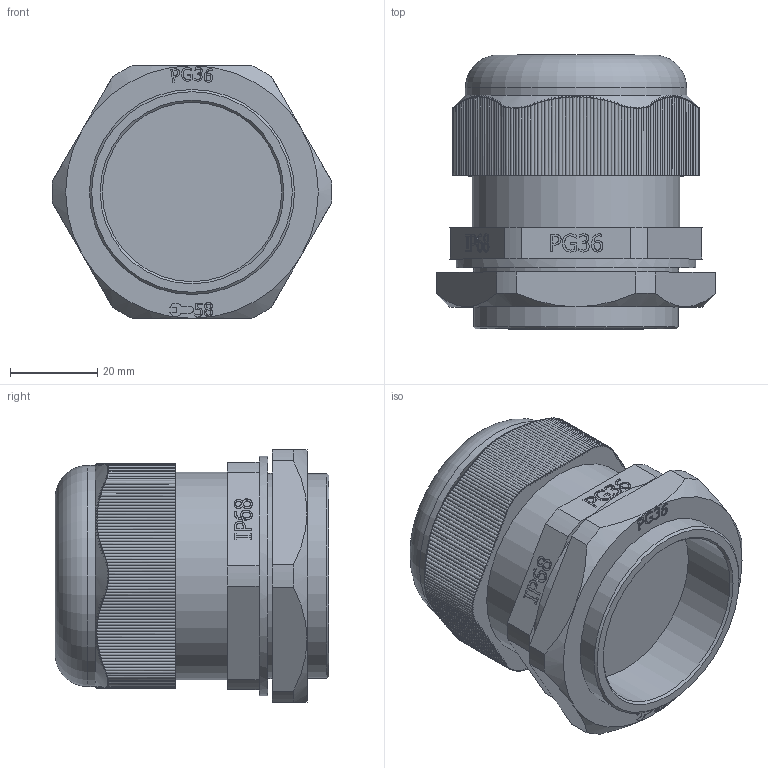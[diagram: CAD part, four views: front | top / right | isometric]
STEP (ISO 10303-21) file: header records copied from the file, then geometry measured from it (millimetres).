
FILE_DESCRIPTION(/* description */ ('','CAx-IF Rec.Pracs.---Representation and Presentation of Product Manufacturing Information (PMI)---4.0---2014-10-13'),/* implementation_level */ '2;1');
FILE_NAME(/* name */ 'ЗЭТАРУС PG36 (22-32 мм) - пластик.stp',/* time_stamp */ '2023-01-12T10:51:32+07:00',/* author */ ('zeta-09'),/* organization */ (''),/* preprocessor_version */ 'ST-DEVELOPER v18.1',/* originating_system */ 'Autodesk Inventor 2021',/* authorisation */ '');
FILE_SCHEMA (('AP242_MANAGED_MODEL_BASED_3D_ENGINEERING_MIM_LF { 1 0 10303 442 1 1 4 }'));
Length unit declared in the file: millimetre
Products named in the file (1): Деталь1
Bounding box: 64.08 x 62.76 x 57.9 mm (x, y, z)
Volume: 115271.1 mm3; surface area: 23527.7 mm2
Topology: 1 solids, 3 shells, 602 faces, 1903 edges, 1337 vertices
Faces by surface type: cylinder 245, bspline 198, plane 148, cone 9, torus 2
Full cylindrical faces by diameter (mm): 41.1 x1, 47 x2, 47.5 x1, 50.7 x1, 55 x1
Entity records: 27661 total; most frequent: CARTESIAN_POINT 11894, ORIENTED_EDGE 3804, DIRECTION 2186, EDGE_CURVE 1903, VERTEX_POINT 1337, B_SPLINE_CURVE_WITH_KNOTS 840, LINE 752, VECTOR 752
